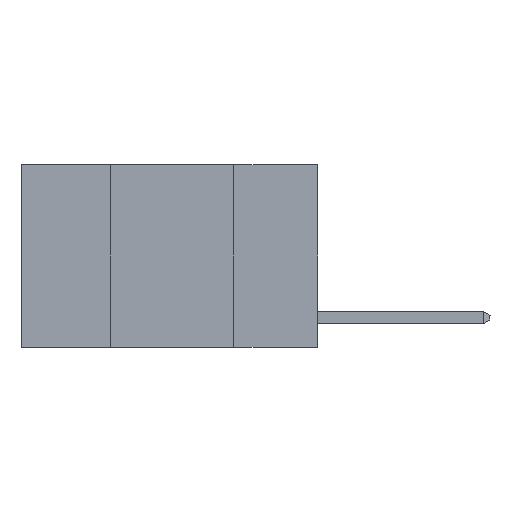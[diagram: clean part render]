
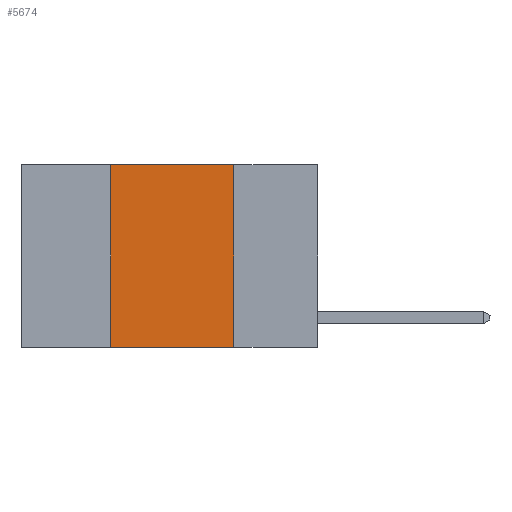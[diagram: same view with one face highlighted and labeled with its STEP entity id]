
A CAD part, left-side view. The second image highlights one B-rep face of the part: STEP entity #5674.
In plain terms, the highlighted planar face has unit normal (-1, 0, 0).
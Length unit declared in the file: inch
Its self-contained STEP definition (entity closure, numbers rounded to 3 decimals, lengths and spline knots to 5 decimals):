
#535 = EDGE_CURVE ( 'NONE', #3578, #4180, #12186, .T. ) ;
#559 = CARTESIAN_POINT ( 'NONE',  ( 0., 0.6, 0. ) ) ;
#640 = DIRECTION ( 'NONE',  ( 0., 0., 1. ) ) ;
#845 = VECTOR ( 'NONE', #6698, 39.37008 ) ;
#971 = VERTEX_POINT ( 'NONE', #1075 ) ;
#1075 = CARTESIAN_POINT ( 'NONE',  ( 0., 0.42, 0. ) ) ;
#1634 = LINE ( 'NONE', #5622, #11859 ) ;
#1820 = FACE_OUTER_BOUND ( 'NONE', #5139, .T. ) ;
#2191 = VERTEX_POINT ( 'NONE', #7257 ) ;
#2568 = CARTESIAN_POINT ( 'NONE',  ( 0., 0.6, -0.37 ) ) ;
#2677 = DIRECTION ( 'NONE',  ( 0., 0., -1. ) ) ;
#3014 = DIRECTION ( 'NONE',  ( 0., -1., 0. ) ) ;
#3131 = CARTESIAN_POINT ( 'NONE',  ( 0., 0.17, 0. ) ) ;
#3578 = VERTEX_POINT ( 'NONE', #9442 ) ;
#4180 = VERTEX_POINT ( 'NONE', #10742 ) ;
#4393 = VECTOR ( 'NONE', #7136, 39.37008 ) ;
#4810 = DIRECTION ( 'NONE',  ( 1., 0., 0. ) ) ;
#5139 = EDGE_LOOP ( 'NONE', ( #5394, #13025, #12564, #5502 ) ) ;
#5265 = VECTOR ( 'NONE', #3014, 39.37008 ) ;
#5394 = ORIENTED_EDGE ( 'NONE', *, *, #535, .F. ) ;
#5502 = ORIENTED_EDGE ( 'NONE', *, *, #7978, .T. ) ;
#5622 = CARTESIAN_POINT ( 'NONE',  ( 0., 0.42, 0. ) ) ;
#5674 = ADVANCED_FACE ( 'NONE', ( #1820 ), #6599, .F. ) ;
#5962 = LINE ( 'NONE', #10010, #5265 ) ;
#6599 = PLANE ( 'NONE',  #10844 ) ;
#6698 = DIRECTION ( 'NONE',  ( 0., -1., 0. ) ) ;
#7136 = DIRECTION ( 'NONE',  ( 0., 0., -1. ) ) ;
#7257 = CARTESIAN_POINT ( 'NONE',  ( 0., 0.42, -0.37 ) ) ;
#7978 = EDGE_CURVE ( 'NONE', #2191, #4180, #11759, .T. ) ;
#9394 = EDGE_CURVE ( 'NONE', #2191, #971, #1634, .T. ) ;
#9442 = CARTESIAN_POINT ( 'NONE',  ( 0., 0.17, 0. ) ) ;
#9622 = EDGE_CURVE ( 'NONE', #971, #3578, #5962, .T. ) ;
#10010 = CARTESIAN_POINT ( 'NONE',  ( 0., 0.6, 0. ) ) ;
#10742 = CARTESIAN_POINT ( 'NONE',  ( 0., 0.17, -0.37 ) ) ;
#10844 = AXIS2_PLACEMENT_3D ( 'NONE', #559, #4810, #2677 ) ;
#11759 = LINE ( 'NONE', #2568, #845 ) ;
#11859 = VECTOR ( 'NONE', #640, 39.37008 ) ;
#12186 = LINE ( 'NONE', #3131, #4393 ) ;
#12564 = ORIENTED_EDGE ( 'NONE', *, *, #9394, .F. ) ;
#13025 = ORIENTED_EDGE ( 'NONE', *, *, #9622, .F. ) ;
